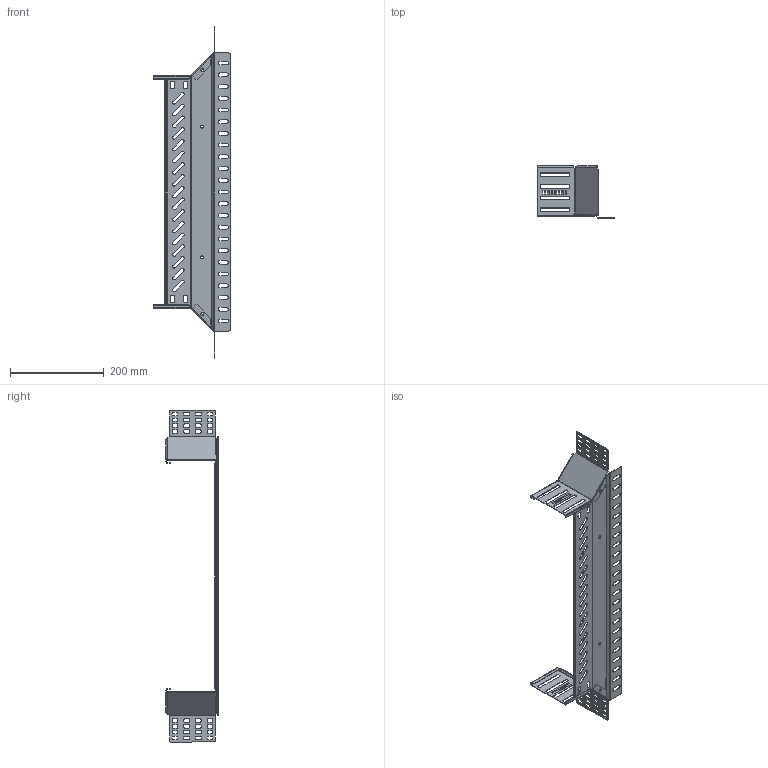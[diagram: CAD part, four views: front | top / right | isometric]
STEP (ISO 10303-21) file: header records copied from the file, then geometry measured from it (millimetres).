
FILE_DESCRIPTION (( 'STEP AP214' ), '1' );
FILE_NAME ('6042161.STEP', '2024-05-24T08:44:21', ( '' ), ( '' ), 'SwSTEP 2.0', 'SolidWorks 2022', '' );
FILE_SCHEMA (( 'AUTOMOTIVE_DESIGN' ));
Length unit declared in the file: millimetre
Products named in the file (4): 180291_110 L; 167752_500; 6042161; 180291_110 R
Assembly tree (3 placements, depth 2):
  6042161
    167752_500
    180291_110 L
    180291_110 R
Bounding box: 163.29 x 111.25 x 708.16 mm (x, y, z)
Volume: 120175 mm3; surface area: 228940.5 mm2
Topology: 3 solids, 3 shells, 811 faces, 2287 edges, 1482 vertices
Faces by surface type: plane 448, cylinder 343, bspline 20
Entity records: 29595 total; most frequent: CARTESIAN_POINT 5366, ORIENTED_EDGE 4574, DIRECTION 4433, EDGE_CURVE 2287, VECTOR 1547, LINE 1547, VERTEX_POINT 1482, AXIS2_PLACEMENT_3D 1443
